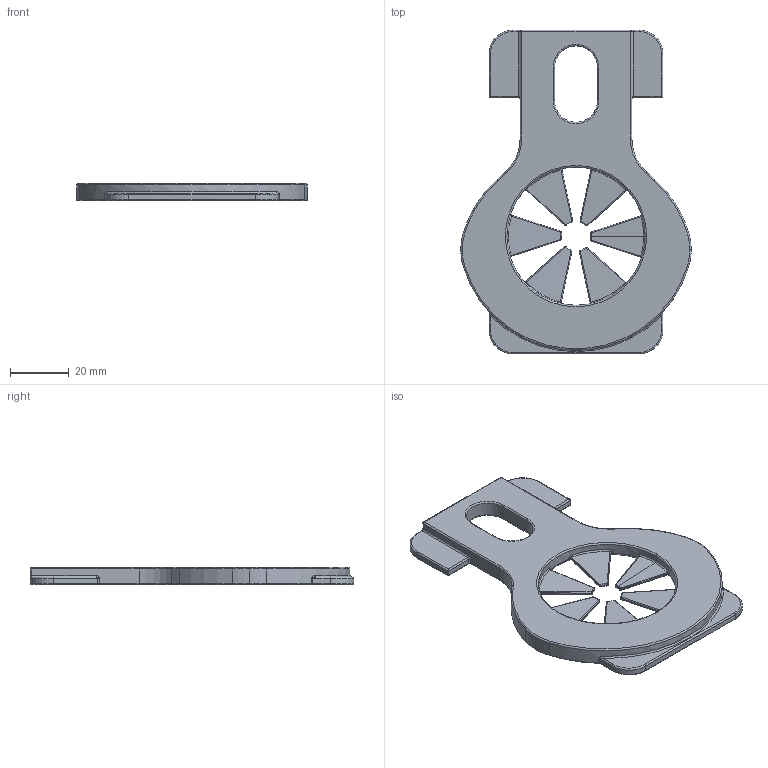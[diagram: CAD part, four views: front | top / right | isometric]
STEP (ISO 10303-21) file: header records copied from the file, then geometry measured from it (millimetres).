
FILE_DESCRIPTION (( 'STEP AP203' ), '1' );
FILE_NAME ('W0003510-010-slide lock plate 54.STEP', '2024-05-27T12:23:08', ( '' ), ( '' ), 'SwSTEP 2.0', 'SolidWorks 2024', '' );
FILE_SCHEMA (( 'CONFIG_CONTROL_DESIGN' ));
Length unit declared in the file: millimetre
Products named in the file (1): W0003510-010-slide lock plate 54
Bounding box: 78.27 x 110 x 5.8 mm (x, y, z)
Volume: 23739 mm3; surface area: 13578.4 mm2
Topology: 1 solids, 1 shells, 328 faces, 776 edges, 436 vertices
Faces by surface type: bspline 110, cylinder 93, torus 76, plane 31, cone 16, sphere 2
Entity records: 11237 total; most frequent: CARTESIAN_POINT 4397, ORIENTED_EDGE 1524, DIRECTION 1326, EDGE_CURVE 762, AXIS2_PLACEMENT_3D 581, VERTEX_POINT 436, CIRCLE 362, EDGE_LOOP 332
